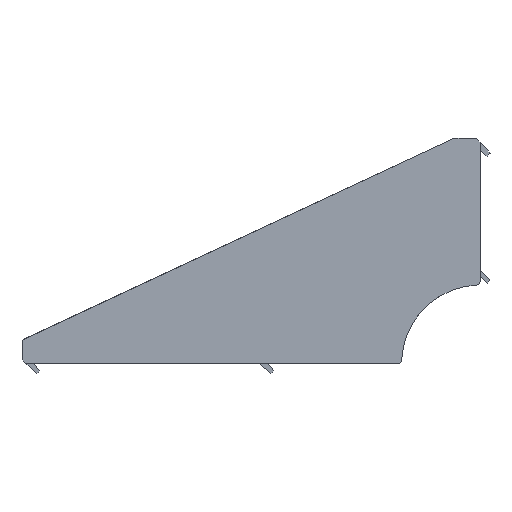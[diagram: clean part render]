
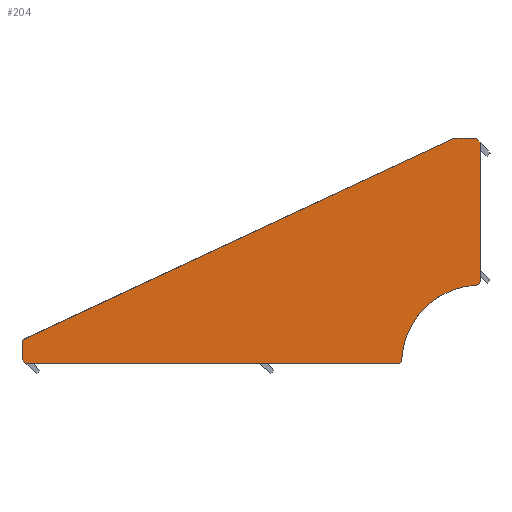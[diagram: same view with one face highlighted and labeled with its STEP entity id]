
A CAD part, left-side view. The second image highlights one B-rep face of the part: STEP entity #204.
In plain terms, the highlighted planar face has unit normal (-1, 0, 0).
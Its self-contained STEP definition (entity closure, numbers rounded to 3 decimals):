
#204=ADVANCED_FACE('',(#414),#415,.F.);
#414=FACE_OUTER_BOUND('',#774,.T.);
#415=PLANE('',#775);
#774=EDGE_LOOP('',(#1379,#1380,#1381,#1382,#1383,#1384,#1385,#1386,#1387,#1388));
#775=AXIS2_PLACEMENT_3D('',#1389,#1390,#1391);
#1379=ORIENTED_EDGE('',*,*,#2726,.F.);
#1380=ORIENTED_EDGE('',*,*,#2727,.F.);
#1381=ORIENTED_EDGE('',*,*,#2625,.F.);
#1382=ORIENTED_EDGE('',*,*,#2728,.F.);
#1383=ORIENTED_EDGE('',*,*,#2702,.F.);
#1384=ORIENTED_EDGE('',*,*,#2729,.F.);
#1385=ORIENTED_EDGE('',*,*,#2730,.F.);
#1386=ORIENTED_EDGE('',*,*,#2731,.F.);
#1387=ORIENTED_EDGE('',*,*,#2732,.F.);
#1388=ORIENTED_EDGE('',*,*,#2733,.F.);
#1389=CARTESIAN_POINT('',(-21.5,1.5,31.464));
#1390=DIRECTION('',(1.0,0.0,0.0));
#1391=DIRECTION('',(0.0,0.0,-1.0));
#2625=EDGE_CURVE('',#3177,#3173,#3179,.F.);
#2702=EDGE_CURVE('',#3316,#3318,#3319,.T.);
#2726=EDGE_CURVE('',#3360,#3361,#3362,.T.);
#2727=EDGE_CURVE('',#3173,#3360,#3363,.T.);
#2728=EDGE_CURVE('',#3318,#3177,#3364,.T.);
#2729=EDGE_CURVE('',#3365,#3316,#3366,.T.);
#2730=EDGE_CURVE('',#3367,#3365,#3368,.F.);
#2731=EDGE_CURVE('',#3369,#3367,#3370,.T.);
#2732=EDGE_CURVE('',#3371,#3369,#3372,.F.);
#2733=EDGE_CURVE('',#3361,#3371,#3373,.T.);
#3173=VERTEX_POINT('',#4385);
#3177=VERTEX_POINT('',#4390);
#3179=CIRCLE('',#4393,30.0);
#3316=VERTEX_POINT('',#4692);
#3318=VERTEX_POINT('',#4695);
#3319=LINE('',#4696,#4697);
#3360=VERTEX_POINT('',#4872);
#3361=VERTEX_POINT('',#4873);
#3362=LINE('',#4874,#4875);
#3363=CIRCLE('',#4876,1.5);
#3364=CIRCLE('',#4877,1.5);
#3365=VERTEX_POINT('',#4878);
#3366=LINE('',#4879,#4880);
#3367=VERTEX_POINT('',#4881);
#3368=LINE('',#4882,#4883);
#3369=VERTEX_POINT('',#4884);
#3370=LINE('',#4885,#4886);
#3371=VERTEX_POINT('',#4887);
#3372=LINE('',#4888,#4889);
#3373=LINE('',#4890,#4891);
#4385=CARTESIAN_POINT('',(-21.5,29.966,1.429));
#4390=CARTESIAN_POINT('',(-21.5,1.429,29.966));
#4393=AXIS2_PLACEMENT_3D('',#6107,#6108,#6109);
#4692=CARTESIAN_POINT('',(-21.5,0.,84.589));
#4695=CARTESIAN_POINT('',(-21.5,0.,31.464));
#4696=CARTESIAN_POINT('',(-21.5,0.,31.464));
#4697=VECTOR('',#6175,1.0);
#4872=CARTESIAN_POINT('',(-21.5,31.464,0.0));
#4873=CARTESIAN_POINT('',(-21.5,173.589,0.));
#4874=CARTESIAN_POINT('',(-21.5,1.5,0.0));
#4875=VECTOR('',#6191,1.0);
#4876=AXIS2_PLACEMENT_3D('',#6192,#6193,#6194);
#4877=AXIS2_PLACEMENT_3D('',#6195,#6196,#6197);
#4878=CARTESIAN_POINT('',(-21.5,1.411,86.0));
#4879=CARTESIAN_POINT('',(-21.5,1.411,86.0));
#4880=VECTOR('',#6198,1.0);
#4881=CARTESIAN_POINT('',(-21.5,10.0,86.0));
#4882=CARTESIAN_POINT('',(-21.5,1.5,86.0));
#4883=VECTOR('',#6199,1.0);
#4884=CARTESIAN_POINT('',(-21.5,175.0,9.0));
#4885=CARTESIAN_POINT('',(-21.5,175.0,9.0));
#4886=VECTOR('',#6200,1.0);
#4887=CARTESIAN_POINT('',(-21.5,175.0,1.411));
#4888=CARTESIAN_POINT('',(-21.5,175.0,31.464));
#4889=VECTOR('',#6201,1.0);
#4890=CARTESIAN_POINT('',(-21.5,173.589,0.0));
#4891=VECTOR('',#6202,1.0);
#6107=CARTESIAN_POINT('',(-21.5,0.,0.));
#6108=DIRECTION('',(1.0,0.0,0.0));
#6109=DIRECTION('',(0.0,0.0,-1.0));
#6175=DIRECTION('',(0.0,0.0,-1.0));
#6191=DIRECTION('',(0.0,1.0,0.0));
#6192=CARTESIAN_POINT('',(-21.5,31.464,1.5));
#6193=DIRECTION('',(1.0,0.0,0.0));
#6194=DIRECTION('',(0.0,0.0,-1.0));
#6195=CARTESIAN_POINT('',(-21.5,1.5,31.464));
#6196=DIRECTION('',(1.0,0.0,0.0));
#6197=DIRECTION('',(0.0,0.0,-1.0));
#6198=DIRECTION('',(0.0,-0.707,-0.707));
#6199=DIRECTION('',(0.0,1.0,0.0));
#6200=DIRECTION('',(0.0,-0.906,0.423));
#6201=DIRECTION('',(0.0,0.0,-1.0));
#6202=DIRECTION('',(0.0,0.707,0.707));
